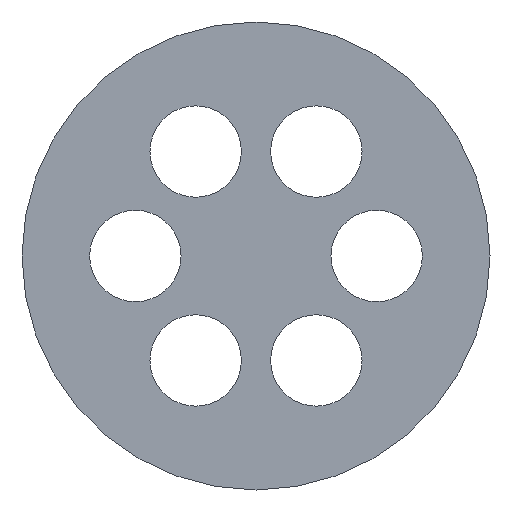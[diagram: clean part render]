
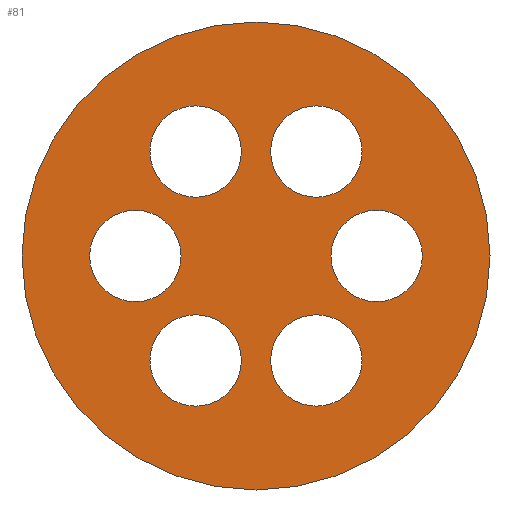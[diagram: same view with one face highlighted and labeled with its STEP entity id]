
A CAD part, left-side view. The second image highlights one B-rep face of the part: STEP entity #81.
In plain terms, the highlighted planar face has unit normal (-1, 0, 0).
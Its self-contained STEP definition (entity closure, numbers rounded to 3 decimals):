
#81 = ADVANCED_FACE( '', ( #182, #183, #184, #185, #186, #187, #188 ), #189, .F. );
#182 = FACE_BOUND( '', #315, .T. );
#183 = FACE_BOUND( '', #316, .T. );
#184 = FACE_BOUND( '', #317, .T. );
#185 = FACE_BOUND( '', #318, .T. );
#186 = FACE_BOUND( '', #319, .T. );
#187 = FACE_BOUND( '', #320, .T. );
#188 = FACE_OUTER_BOUND( '', #321, .T. );
#189 = PLANE( '', #322 );
#315 = EDGE_LOOP( '', ( #488 ) );
#316 = EDGE_LOOP( '', ( #489 ) );
#317 = EDGE_LOOP( '', ( #490 ) );
#318 = EDGE_LOOP( '', ( #491 ) );
#319 = EDGE_LOOP( '', ( #492 ) );
#320 = EDGE_LOOP( '', ( #493 ) );
#321 = EDGE_LOOP( '', ( #494 ) );
#322 = AXIS2_PLACEMENT_3D( '', #495, #496, #497 );
#488 = ORIENTED_EDGE( '', *, *, #754, .T. );
#489 = ORIENTED_EDGE( '', *, *, #763, .T. );
#490 = ORIENTED_EDGE( '', *, *, #764, .T. );
#491 = ORIENTED_EDGE( '', *, *, #757, .T. );
#492 = ORIENTED_EDGE( '', *, *, #734, .T. );
#493 = ORIENTED_EDGE( '', *, *, #765, .T. );
#494 = ORIENTED_EDGE( '', *, *, #766, .F. );
#495 = CARTESIAN_POINT( '', ( 0., 0., 0. ) );
#496 = DIRECTION( '', ( 1., 0., 0. ) );
#497 = DIRECTION( '', ( 0., 0., -1. ) );
#734 = EDGE_CURVE( '', #868, #868, #869, .T. );
#754 = EDGE_CURVE( '', #900, #900, #901, .T. );
#757 = EDGE_CURVE( '', #905, #905, #906, .T. );
#763 = EDGE_CURVE( '', #914, #914, #915, .T. );
#764 = EDGE_CURVE( '', #916, #916, #917, .T. );
#765 = EDGE_CURVE( '', #918, #918, #919, .T. );
#766 = EDGE_CURVE( '', #920, #920, #921, .T. );
#868 = VERTEX_POINT( '', #1059 );
#869 = CIRCLE( '', #1060, 2.5 );
#900 = VERTEX_POINT( '', #1102 );
#901 = CIRCLE( '', #1103, 2.5 );
#905 = VERTEX_POINT( '', #1107 );
#906 = CIRCLE( '', #1108, 2.5 );
#914 = VERTEX_POINT( '', #1119 );
#915 = CIRCLE( '', #1120, 2.5 );
#916 = VERTEX_POINT( '', #1121 );
#917 = CIRCLE( '', #1122, 2.5 );
#918 = VERTEX_POINT( '', #1123 );
#919 = CIRCLE( '', #1124, 2.5 );
#920 = VERTEX_POINT( '', #1125 );
#921 = CIRCLE( '', #1126, 12.8 );
#1059 = CARTESIAN_POINT( '', ( 0., -3.3, -8.216 ) );
#1060 = AXIS2_PLACEMENT_3D( '', #1279, #1280, #1281 );
#1102 = CARTESIAN_POINT( '', ( 0., -3.3, 3.216 ) );
#1103 = AXIS2_PLACEMENT_3D( '', #1302, #1303, #1304 );
#1107 = CARTESIAN_POINT( '', ( 0., 6.6, -2.5 ) );
#1108 = AXIS2_PLACEMENT_3D( '', #1308, #1309, #1310 );
#1119 = CARTESIAN_POINT( '', ( 0., 3.3, 3.216 ) );
#1120 = AXIS2_PLACEMENT_3D( '', #1314, #1315, #1316 );
#1121 = CARTESIAN_POINT( '', ( 0., -6.6, -2.5 ) );
#1122 = AXIS2_PLACEMENT_3D( '', #1317, #1318, #1319 );
#1123 = CARTESIAN_POINT( '', ( 0., 3.3, -8.216 ) );
#1124 = AXIS2_PLACEMENT_3D( '', #1320, #1321, #1322 );
#1125 = CARTESIAN_POINT( '', ( 0., 0., -12.8 ) );
#1126 = AXIS2_PLACEMENT_3D( '', #1323, #1324, #1325 );
#1279 = CARTESIAN_POINT( '', ( 0., -3.3, -5.716 ) );
#1280 = DIRECTION( '', ( 1., 0., 0. ) );
#1281 = DIRECTION( '', ( 0., 0., -1. ) );
#1302 = CARTESIAN_POINT( '', ( 0., -3.3, 5.716 ) );
#1303 = DIRECTION( '', ( 1., 0., 0. ) );
#1304 = DIRECTION( '', ( 0., 0., -1. ) );
#1308 = CARTESIAN_POINT( '', ( 0., 6.6, 0. ) );
#1309 = DIRECTION( '', ( 1., 0., 0. ) );
#1310 = DIRECTION( '', ( 0., 0., -1. ) );
#1314 = CARTESIAN_POINT( '', ( 0., 3.3, 5.716 ) );
#1315 = DIRECTION( '', ( 1., 0., 0. ) );
#1316 = DIRECTION( '', ( 0., 0., -1. ) );
#1317 = CARTESIAN_POINT( '', ( 0., -6.6, 0. ) );
#1318 = DIRECTION( '', ( 1., 0., 0. ) );
#1319 = DIRECTION( '', ( 0., 0., -1. ) );
#1320 = CARTESIAN_POINT( '', ( 0., 3.3, -5.716 ) );
#1321 = DIRECTION( '', ( 1., 0., 0. ) );
#1322 = DIRECTION( '', ( 0., 0., -1. ) );
#1323 = CARTESIAN_POINT( '', ( 0., 0., 0. ) );
#1324 = DIRECTION( '', ( 1., 0., 0. ) );
#1325 = DIRECTION( '', ( 0., 0., -1. ) );
